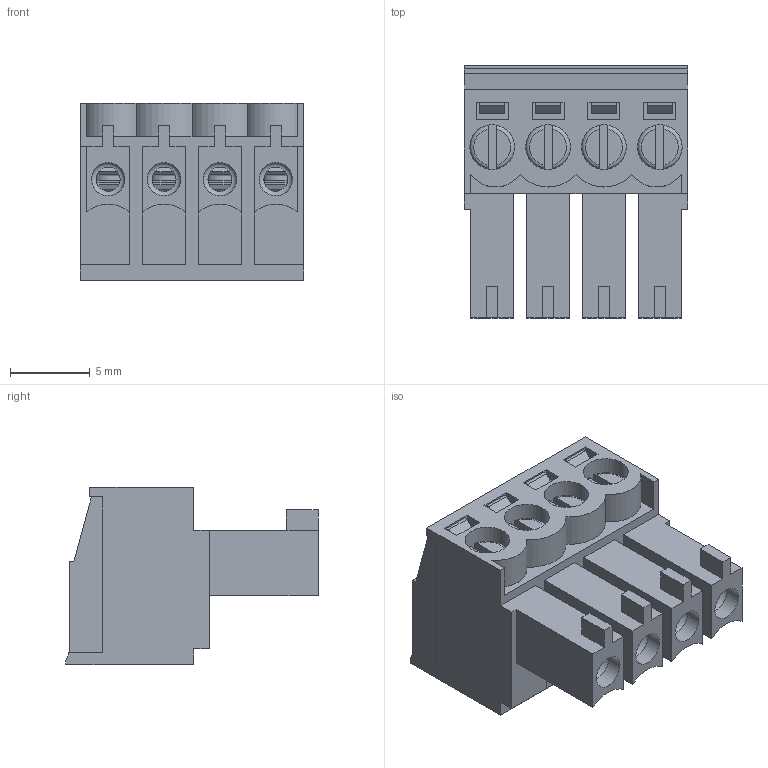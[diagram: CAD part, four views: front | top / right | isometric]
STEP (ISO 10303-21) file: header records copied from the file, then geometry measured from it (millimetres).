
FILE_DESCRIPTION(/* description */ (''),/* implementation_level */ '2;1');
FILE_NAME(/* name */ '',/* time_stamp */ '2023-02-04T18:52:06+03:00',/* author */ (''),/* organization */ (''),/* preprocessor_version */ 'ST-DEVELOPER v19.2',/* originating_system */ 'Autodesk Translation Framework v11.17.0.187',/* authorisation */ '');
FILE_SCHEMA (('AUTOMOTIVE_DESIGN { 1 0 10303 214 3 1 1 }'));
Length unit declared in the file: millimetre
Products named in the file (6): 3.5 4'lü Dişi Yatay Geçmeli Klemen
s; 6913611000xx_CAGE; 6913611000xx_VIS; 6913611000xx_PIN; 691364100004_M; 691364100004
Assembly tree (14 placements, depth 2):
  3.5 4'lü Dişi Yatay Geçmeli Klemen
s
    6913611000xx_CAGE  x4
    6913611000xx_VIS  x4
    6913611000xx_PIN  x4
    691364100004_M
    691364100004
Bounding box: 14 x 15.8 x 11.1 mm (x, y, z)
Volume: 1033.9 mm3; surface area: 3562.9 mm2
Topology: 14 solids, 14 shells, 598 faces, 1612 edges, 1060 vertices
Faces by surface type: plane 470, cylinder 108, torus 16, cone 4
Full cylindrical faces by diameter (mm): 1.5 x4, 1.9 x12, 2.1 x4, 2.8 x8
Entity records: 12341 total; most frequent: CARTESIAN_POINT 2108, ORIENTED_EDGE 2024, DIRECTION 1910, EDGE_CURVE 1012, LINE 892, VECTOR 892, VERTEX_POINT 667, AXIS2_PLACEMENT_3D 509
